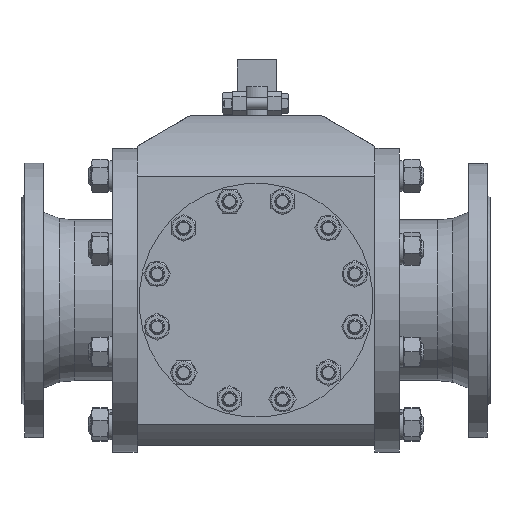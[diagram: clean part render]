
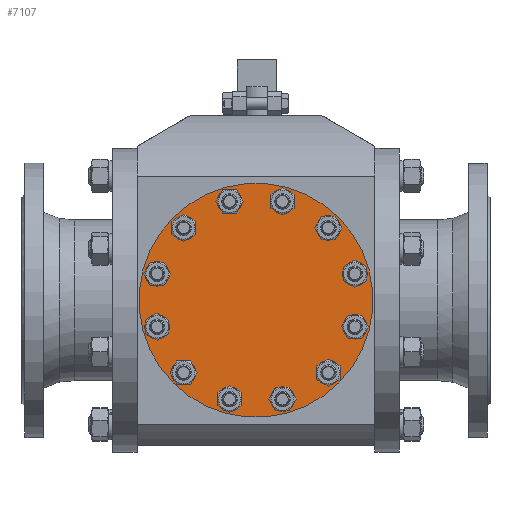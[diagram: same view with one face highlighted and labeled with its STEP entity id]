
A CAD part, left-side view. The second image highlights one B-rep face of the part: STEP entity #7107.
In plain terms, the highlighted face is planar.
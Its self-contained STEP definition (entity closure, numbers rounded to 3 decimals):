
#7107=ADVANCED_FACE('',(#11451,#11453,#11455,#11457,#11459,#11461,#11463,#11465,
#11467,#11469,#11471,#11473,#11475),#11477,.T.);
#11451=FACE_BOUND('',#11452,.T.);
#11452=EDGE_LOOP('',(#14859));
#11453=FACE_BOUND('',#11454,.T.);
#11454=EDGE_LOOP('',(#14860));
#11455=FACE_BOUND('',#11456,.T.);
#11456=EDGE_LOOP('',(#14861));
#11457=FACE_BOUND('',#11458,.T.);
#11458=EDGE_LOOP('',(#14862));
#11459=FACE_BOUND('',#11460,.T.);
#11460=EDGE_LOOP('',(#14863));
#11461=FACE_BOUND('',#11462,.T.);
#11462=EDGE_LOOP('',(#14864));
#11463=FACE_BOUND('',#11464,.T.);
#11464=EDGE_LOOP('',(#14865));
#11465=FACE_BOUND('',#11466,.T.);
#11466=EDGE_LOOP('',(#14866));
#11467=FACE_BOUND('',#11468,.T.);
#11468=EDGE_LOOP('',(#14867));
#11469=FACE_BOUND('',#11470,.T.);
#11470=EDGE_LOOP('',(#14868));
#11471=FACE_BOUND('',#11472,.T.);
#11472=EDGE_LOOP('',(#14869));
#11473=FACE_BOUND('',#11474,.T.);
#11474=EDGE_LOOP('',(#14870));
#11475=FACE_BOUND('',#11476,.T.);
#11476=EDGE_LOOP('',(#14871));
#11477=PLANE('',#11478);
#11478=AXIS2_PLACEMENT_3D('',#11479,#11480,#11481);
#11479=CARTESIAN_POINT('',(0.,0.,0.));
#11480=DIRECTION('',(1.,0.,0.));
#11481=DIRECTION('',(0.,0.,1.));
#14859=ORIENTED_EDGE('',*,*,#16318,.F.);
#14860=ORIENTED_EDGE('',*,*,#16319,.T.);
#14861=ORIENTED_EDGE('',*,*,#16320,.T.);
#14862=ORIENTED_EDGE('',*,*,#16321,.T.);
#14863=ORIENTED_EDGE('',*,*,#16322,.T.);
#14864=ORIENTED_EDGE('',*,*,#16323,.T.);
#14865=ORIENTED_EDGE('',*,*,#16324,.T.);
#14866=ORIENTED_EDGE('',*,*,#16325,.T.);
#14867=ORIENTED_EDGE('',*,*,#16326,.T.);
#14868=ORIENTED_EDGE('',*,*,#16327,.T.);
#14869=ORIENTED_EDGE('',*,*,#16328,.T.);
#14870=ORIENTED_EDGE('',*,*,#16329,.T.);
#14871=ORIENTED_EDGE('',*,*,#16330,.T.);
#16318=EDGE_CURVE('',#17448,#17448,#17449,.T.);
#16319=EDGE_CURVE('',#17450,#17450,#17451,.T.);
#16320=EDGE_CURVE('',#17452,#17452,#17453,.T.);
#16321=EDGE_CURVE('',#17454,#17454,#17455,.T.);
#16322=EDGE_CURVE('',#17456,#17456,#17457,.T.);
#16323=EDGE_CURVE('',#17458,#17458,#17459,.T.);
#16324=EDGE_CURVE('',#17460,#17460,#17461,.T.);
#16325=EDGE_CURVE('',#17462,#17462,#17463,.T.);
#16326=EDGE_CURVE('',#17464,#17464,#17465,.T.);
#16327=EDGE_CURVE('',#17466,#17466,#17467,.T.);
#16328=EDGE_CURVE('',#17468,#17468,#17469,.T.);
#16329=EDGE_CURVE('',#17470,#17470,#17471,.T.);
#16330=EDGE_CURVE('',#17472,#17472,#17473,.T.);
#17448=VERTEX_POINT('',#20336);
#17449=CIRCLE('',#20337,120.);
#17450=VERTEX_POINT('',#20341);
#17451=CIRCLE('',#20342,9.);
#17452=VERTEX_POINT('',#20346);
#17453=CIRCLE('',#20347,9.);
#17454=VERTEX_POINT('',#20351);
#17455=CIRCLE('',#20352,9.);
#17456=VERTEX_POINT('',#20356);
#17457=CIRCLE('',#20357,9.);
#17458=VERTEX_POINT('',#20361);
#17459=CIRCLE('',#20362,9.);
#17460=VERTEX_POINT('',#20366);
#17461=CIRCLE('',#20367,9.);
#17462=VERTEX_POINT('',#20371);
#17463=CIRCLE('',#20372,9.);
#17464=VERTEX_POINT('',#20376);
#17465=CIRCLE('',#20377,9.);
#17466=VERTEX_POINT('',#20381);
#17467=CIRCLE('',#20382,9.);
#17468=VERTEX_POINT('',#20386);
#17469=CIRCLE('',#20387,9.);
#17470=VERTEX_POINT('',#20391);
#17471=CIRCLE('',#20392,9.);
#17472=VERTEX_POINT('',#20396);
#17473=CIRCLE('',#20397,9.);
#20336=CARTESIAN_POINT('',(0.,0.,120.));
#20337=AXIS2_PLACEMENT_3D('',#20338,#20339,#20340);
#20338=CARTESIAN_POINT('',(0.,0.,0.));
#20339=DIRECTION('',(-1.,-0.,-0.));
#20340=DIRECTION('',(0.,0.,1.));
#20341=CARTESIAN_POINT('',(0.,-60.294,86.433));
#20342=AXIS2_PLACEMENT_3D('',#20343,#20344,#20345);
#20343=CARTESIAN_POINT('',(0.,-52.5,90.933));
#20344=DIRECTION('',(-1.,-0.,-0.));
#20345=DIRECTION('',(0.,-0.866,-0.5));
#20346=CARTESIAN_POINT('',(0.,-95.433,44.706));
#20347=AXIS2_PLACEMENT_3D('',#20348,#20349,#20350);
#20348=CARTESIAN_POINT('',(0.,-90.933,52.5));
#20349=DIRECTION('',(-1.,-0.,-0.));
#20350=DIRECTION('',(0.,-0.5,-0.866));
#20351=CARTESIAN_POINT('',(0.,-105.,-9.));
#20352=AXIS2_PLACEMENT_3D('',#20353,#20354,#20355);
#20353=CARTESIAN_POINT('',(0.,-105.,0.));
#20354=DIRECTION('',(-1.,-0.,-0.));
#20355=DIRECTION('',(0.,0.,-1.));
#20356=CARTESIAN_POINT('',(0.,-86.433,-60.294));
#20357=AXIS2_PLACEMENT_3D('',#20358,#20359,#20360);
#20358=CARTESIAN_POINT('',(0.,-90.933,-52.5));
#20359=DIRECTION('',(-1.,-0.,-0.));
#20360=DIRECTION('',(-0.,0.5,-0.866));
#20361=CARTESIAN_POINT('',(0.,-44.706,-95.433));
#20362=AXIS2_PLACEMENT_3D('',#20363,#20364,#20365);
#20363=CARTESIAN_POINT('',(0.,-52.5,-90.933));
#20364=DIRECTION('',(-1.,-0.,-0.));
#20365=DIRECTION('',(-0.,0.866,-0.5));
#20366=CARTESIAN_POINT('',(0.,9.,-105.));
#20367=AXIS2_PLACEMENT_3D('',#20368,#20369,#20370);
#20368=CARTESIAN_POINT('',(0.,0.,-105.));
#20369=DIRECTION('',(-1.,-0.,-0.));
#20370=DIRECTION('',(-0.,1.,0.));
#20371=CARTESIAN_POINT('',(0.,60.294,-86.433));
#20372=AXIS2_PLACEMENT_3D('',#20373,#20374,#20375);
#20373=CARTESIAN_POINT('',(0.,52.5,-90.933));
#20374=DIRECTION('',(-1.,-0.,-0.));
#20375=DIRECTION('',(0.,0.866,0.5));
#20376=CARTESIAN_POINT('',(0.,95.433,-44.706));
#20377=AXIS2_PLACEMENT_3D('',#20378,#20379,#20380);
#20378=CARTESIAN_POINT('',(0.,90.933,-52.5));
#20379=DIRECTION('',(-1.,-0.,-0.));
#20380=DIRECTION('',(0.,0.5,0.866));
#20381=CARTESIAN_POINT('',(0.,105.,9.));
#20382=AXIS2_PLACEMENT_3D('',#20383,#20384,#20385);
#20383=CARTESIAN_POINT('',(0.,105.,0.));
#20384=DIRECTION('',(-1.,-0.,-0.));
#20385=DIRECTION('',(0.,0.,1.));
#20386=CARTESIAN_POINT('',(0.,86.433,60.294));
#20387=AXIS2_PLACEMENT_3D('',#20388,#20389,#20390);
#20388=CARTESIAN_POINT('',(0.,90.933,52.5));
#20389=DIRECTION('',(-1.,-0.,-0.));
#20390=DIRECTION('',(0.,-0.5,0.866));
#20391=CARTESIAN_POINT('',(0.,44.706,95.433));
#20392=AXIS2_PLACEMENT_3D('',#20393,#20394,#20395);
#20393=CARTESIAN_POINT('',(0.,52.5,90.933));
#20394=DIRECTION('',(-1.,-0.,-0.));
#20395=DIRECTION('',(0.,-0.866,0.5));
#20396=CARTESIAN_POINT('',(0.,-9.,105.));
#20397=AXIS2_PLACEMENT_3D('',#20398,#20399,#20400);
#20398=CARTESIAN_POINT('',(0.,0.,105.));
#20399=DIRECTION('',(-1.,-0.,-0.));
#20400=DIRECTION('',(0.,-1.,0.));
